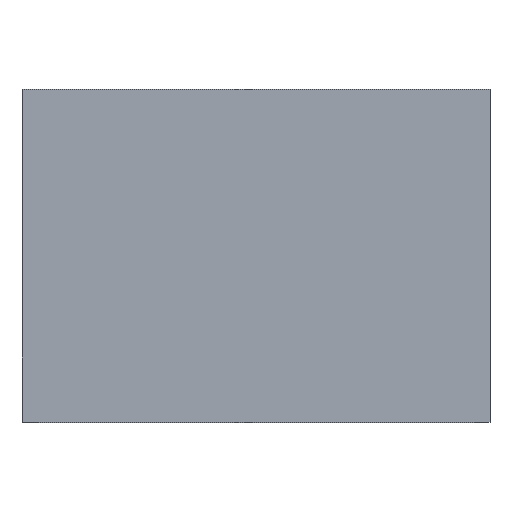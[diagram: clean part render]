
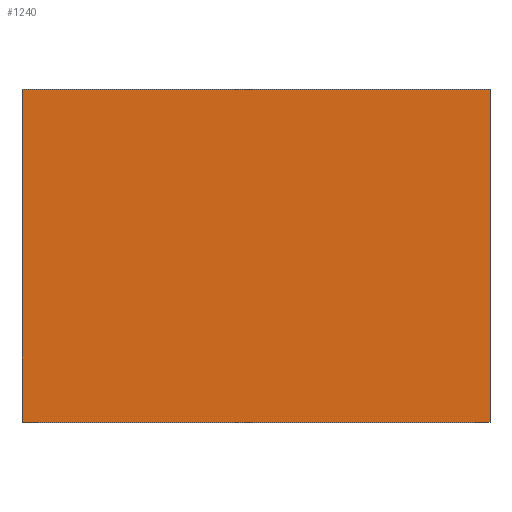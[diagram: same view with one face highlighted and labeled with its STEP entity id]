
A CAD part, top view. The second image highlights one B-rep face of the part: STEP entity #1240.
In plain terms, the highlighted planar face has unit normal (0, 0, 1).
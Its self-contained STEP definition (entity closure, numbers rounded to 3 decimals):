
#10 = VECTOR ( 'NONE', #252, 1000. ) ;
#32 = LINE ( 'NONE', #1144, #900 ) ;
#33 = AXIS2_PLACEMENT_3D ( 'NONE', #34, #564, #911 ) ;
#34 = CARTESIAN_POINT ( 'NONE',  ( 0., 0., 2.7 ) ) ;
#48 = VERTEX_POINT ( 'NONE', #1051 ) ;
#112 = EDGE_CURVE ( 'NONE', #1173, #1128, #351, .T. ) ;
#173 = CARTESIAN_POINT ( 'NONE',  ( 0., 3.23, 2.7 ) ) ;
#249 = CARTESIAN_POINT ( 'NONE',  ( 0., 3.23, 2.7 ) ) ;
#252 = DIRECTION ( 'NONE',  ( 0., 1., 0. ) ) ;
#259 = LINE ( 'NONE', #1101, #732 ) ;
#274 = EDGE_CURVE ( 'NONE', #48, #1173, #1198, .T. ) ;
#288 = DIRECTION ( 'NONE',  ( 1., 0., 0. ) ) ;
#306 = PLANE ( 'NONE',  #33 ) ;
#351 = LINE ( 'NONE', #249, #1126 ) ;
#446 = ORIENTED_EDGE ( 'NONE', *, *, #1196, .T. ) ;
#517 = CARTESIAN_POINT ( 'NONE',  ( 0., 0.03, 2.7 ) ) ;
#564 = DIRECTION ( 'NONE',  ( 0., 0., -1. ) ) ;
#624 = ORIENTED_EDGE ( 'NONE', *, *, #274, .T. ) ;
#643 = ORIENTED_EDGE ( 'NONE', *, *, #112, .T. ) ;
#673 = DIRECTION ( 'NONE',  ( 0., -1., 0. ) ) ;
#723 = FACE_OUTER_BOUND ( 'NONE', #935, .T. ) ;
#732 = VECTOR ( 'NONE', #673, 1000. ) ;
#883 = EDGE_CURVE ( 'NONE', #1128, #1110, #259, .T. ) ;
#896 = CARTESIAN_POINT ( 'NONE',  ( 4.5, 0.03, 2.7 ) ) ;
#900 = VECTOR ( 'NONE', #288, 1000. ) ;
#909 = CARTESIAN_POINT ( 'NONE',  ( 4.5, 3.23, 2.7 ) ) ;
#911 = DIRECTION ( 'NONE',  ( -1., 0., 0. ) ) ;
#915 = DIRECTION ( 'NONE',  ( -1., 0., 0. ) ) ;
#929 = ORIENTED_EDGE ( 'NONE', *, *, #883, .T. ) ;
#935 = EDGE_LOOP ( 'NONE', ( #929, #446, #624, #643 ) ) ;
#1051 = CARTESIAN_POINT ( 'NONE',  ( 4.5, 0.03, 2.7 ) ) ;
#1101 = CARTESIAN_POINT ( 'NONE',  ( 0., 0.03, 2.7 ) ) ;
#1110 = VERTEX_POINT ( 'NONE', #517 ) ;
#1126 = VECTOR ( 'NONE', #915, 1000. ) ;
#1128 = VERTEX_POINT ( 'NONE', #173 ) ;
#1144 = CARTESIAN_POINT ( 'NONE',  ( 0., 0.03, 2.7 ) ) ;
#1173 = VERTEX_POINT ( 'NONE', #909 ) ;
#1196 = EDGE_CURVE ( 'NONE', #1110, #48, #32, .T. ) ;
#1198 = LINE ( 'NONE', #896, #10 ) ;
#1240 = ADVANCED_FACE ( 'NONE', ( #723 ), #306, .F. ) ;
